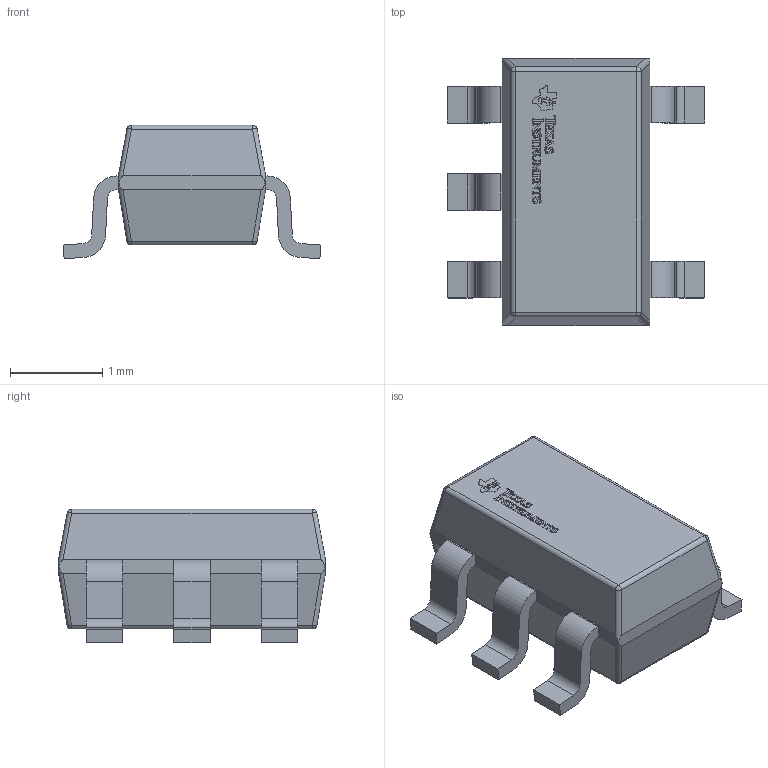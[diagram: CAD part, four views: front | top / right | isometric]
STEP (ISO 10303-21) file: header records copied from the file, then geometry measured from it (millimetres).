
FILE_DESCRIPTION(/* description */ (''),/* implementation_level */ '2;1');
FILE_NAME(/* name */ '1.stp',/* time_stamp */ '2019-10-20T14:00:07+02:00',/* author */ ('Karem'),/* organization */ (''),/* preprocessor_version */ 'ST-DEVELOPER v15.6',/* originating_system */ 'Autodesk Inventor 2015',/* authorisation */ '');
FILE_SCHEMA (('AUTOMOTIVE_DESIGN { 1 0 10303 214 3 1 1 }'));
Length unit declared in the file: millimetre
Products named in the file (5): BODY-SOT; LEAD-SOT; Texas Logo Yury; Texas Logo Yury - Copy; SOT 23-5  2.9 x 1.6
Bounding box: 2.8 x 2.9 x 1.45 mm (x, y, z)
Volume: 5.9 mm3; surface area: 26.7 mm2
Topology: 24 solids, 24 shells, 528 faces, 1424 edges, 936 vertices
Faces by surface type: plane 318, bspline 166, cylinder 36, sphere 8
Entity records: 16158 total; most frequent: CARTESIAN_POINT 5255, ORIENTED_EDGE 2544, DIRECTION 1630, EDGE_CURVE 1272, LINE 888, VECTOR 888, VERTEX_POINT 840, EDGE_LOOP 476
